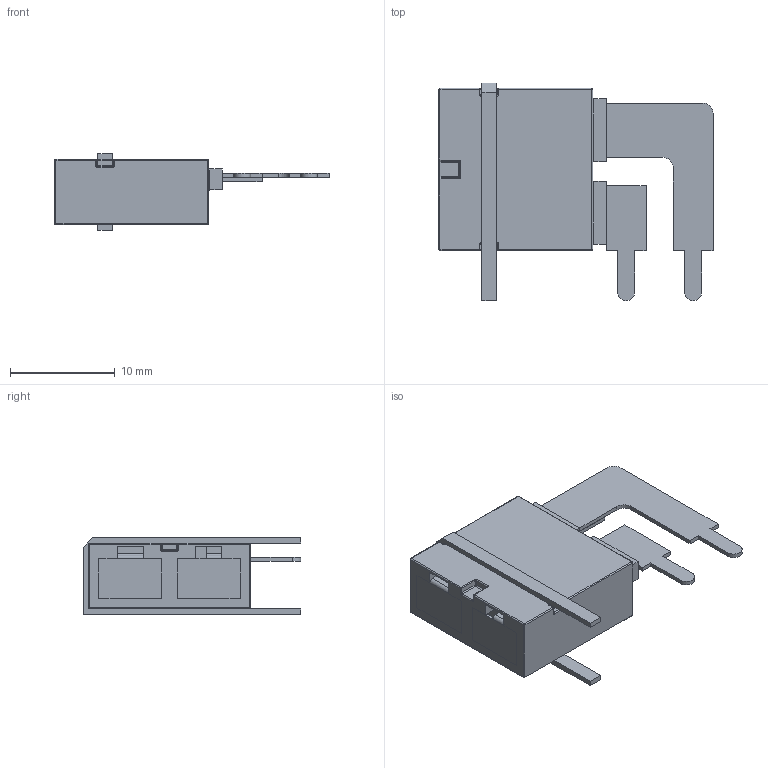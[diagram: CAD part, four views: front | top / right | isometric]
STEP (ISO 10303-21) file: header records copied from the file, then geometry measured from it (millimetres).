
FILE_DESCRIPTION (( 'STEP AP214' ), '1' );
FILE_NAME ('PCC-SMP-V-K.STEP', '2018-05-18T10:35:31', ( '' ), ( '' ), 'SwSTEP 2.0', 'SolidWorks 2017', '' );
FILE_SCHEMA (( 'AUTOMOTIVE_DESIGN' ));
Length unit declared in the file: millimetre
Products named in the file (1): PCC-SMP-V-K
Bounding box: 26.2 x 20.8 x 7.3 mm (x, y, z)
Volume: 1469.5 mm3; surface area: 1640.2 mm2
Topology: 8 solids, 8 shells, 218 faces, 514 edges, 296 vertices
Faces by surface type: plane 118, cylinder 68, sphere 20, torus 12
Entity records: 6177 total; most frequent: DIRECTION 1056, CARTESIAN_POINT 1033, ORIENTED_EDGE 988, EDGE_CURVE 494, VECTOR 354, LINE 354, AXIS2_PLACEMENT_3D 351, VERTEX_POINT 296
